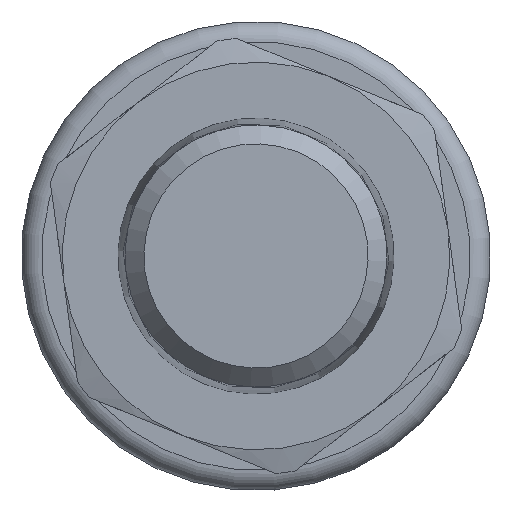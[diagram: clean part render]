
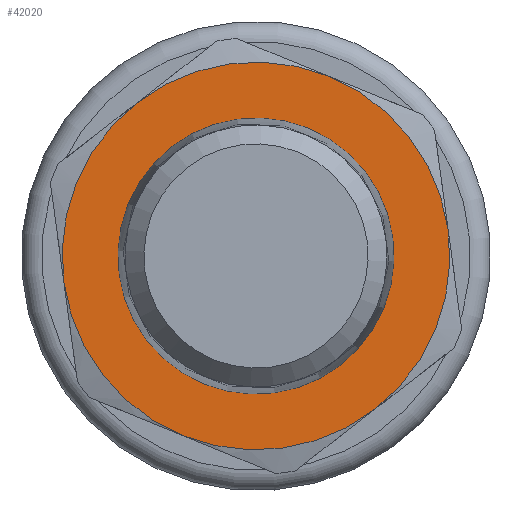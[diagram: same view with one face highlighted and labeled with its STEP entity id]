
A CAD part, left-side view. The second image highlights one B-rep face of the part: STEP entity #42020.
In plain terms, the highlighted planar face has unit normal (-1, 0, 0).
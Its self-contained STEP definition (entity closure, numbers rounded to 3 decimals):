
#41287=CARTESIAN_POINT('',(-51.3,9.413,-1.283));
#41288=VERTEX_POINT('',#41287);
#41356=CARTESIAN_POINT('',(-51.3,3.596,-8.793));
#41357=VERTEX_POINT('',#41356);
#41425=CARTESIAN_POINT('',(-51.3,-5.817,-7.511));
#41426=VERTEX_POINT('',#41425);
#41494=CARTESIAN_POINT('',(-51.3,-9.413,1.283));
#41495=VERTEX_POINT('',#41494);
#41563=CARTESIAN_POINT('',(-51.3,-3.596,8.793));
#41564=VERTEX_POINT('',#41563);
#41818=CARTESIAN_POINT('',(-51.3,5.817,7.511));
#41819=VERTEX_POINT('',#41818);
#41820=CARTESIAN_POINT('',(-51.3,0.,0.));
#41821=DIRECTION('',(1.0,0.,0.));
#41822=DIRECTION('',(0.,0.791,-0.612));
#41823=AXIS2_PLACEMENT_3D('',#41820,#41821,#41822);
#41824=CIRCLE('',#41823,9.5);
#41825=EDGE_CURVE('',#41288,#41819,#41824,.T.);
#41864=CARTESIAN_POINT('',(-51.3,0.,0.));
#41865=DIRECTION('',(1.0,0.,0.));
#41866=DIRECTION('',(0.,0.791,-0.612));
#41867=AXIS2_PLACEMENT_3D('',#41864,#41865,#41866);
#41868=CIRCLE('',#41867,9.5);
#41869=EDGE_CURVE('',#41819,#41564,#41868,.T.);
#41882=CARTESIAN_POINT('',(-51.3,0.,0.));
#41883=DIRECTION('',(1.0,0.,0.));
#41884=DIRECTION('',(0.,0.791,-0.612));
#41885=AXIS2_PLACEMENT_3D('',#41882,#41883,#41884);
#41886=CIRCLE('',#41885,9.5);
#41887=EDGE_CURVE('',#41564,#41495,#41886,.T.);
#41900=CARTESIAN_POINT('',(-51.3,0.,0.));
#41901=DIRECTION('',(1.0,0.,0.));
#41902=DIRECTION('',(0.,0.791,-0.612));
#41903=AXIS2_PLACEMENT_3D('',#41900,#41901,#41902);
#41904=CIRCLE('',#41903,9.5);
#41905=EDGE_CURVE('',#41495,#41426,#41904,.T.);
#41918=CARTESIAN_POINT('',(-51.3,0.,0.));
#41919=DIRECTION('',(1.0,0.,0.));
#41920=DIRECTION('',(0.,0.791,-0.612));
#41921=AXIS2_PLACEMENT_3D('',#41918,#41919,#41920);
#41922=CIRCLE('',#41921,9.5);
#41923=EDGE_CURVE('',#41426,#41357,#41922,.T.);
#41974=CARTESIAN_POINT('',(-51.3,5.348,-4.143));
#41975=VERTEX_POINT('',#41974);
#41976=CARTESIAN_POINT('',(-51.3,0.,0.));
#41977=DIRECTION('',(1.0,0.,0.));
#41978=DIRECTION('',(0.,0.791,-0.612));
#41979=AXIS2_PLACEMENT_3D('',#41976,#41977,#41978);
#41980=CIRCLE('',#41979,6.765);
#41981=EDGE_CURVE('',#41975,#41975,#41980,.T.);
#41998=CARTESIAN_POINT('',(-51.3,6.429,-4.98));
#41999=DIRECTION('',(-1.0,0.0,0.0));
#42000=DIRECTION('',(0.0,0.612,0.791));
#42001=AXIS2_PLACEMENT_3D('',#41998,#41999,#42000);
#42002=PLANE('',#42001);
#42003=ORIENTED_EDGE('',*,*,#41869,.F.);
#42004=ORIENTED_EDGE('',*,*,#41825,.F.);
#42005=CARTESIAN_POINT('',(-51.3,0.,0.));
#42006=DIRECTION('',(1.0,0.,0.));
#42007=DIRECTION('',(0.,0.791,-0.612));
#42008=AXIS2_PLACEMENT_3D('',#42005,#42006,#42007);
#42009=CIRCLE('',#42008,9.5);
#42010=EDGE_CURVE('',#41357,#41288,#42009,.T.);
#42011=ORIENTED_EDGE('',*,*,#42010,.F.);
#42012=ORIENTED_EDGE('',*,*,#41923,.F.);
#42013=ORIENTED_EDGE('',*,*,#41905,.F.);
#42014=ORIENTED_EDGE('',*,*,#41887,.F.);
#42015=EDGE_LOOP('',(#42003,#42004,#42011,#42012,#42013,#42014));
#42016=FACE_OUTER_BOUND('',#42015,.T.);
#42017=ORIENTED_EDGE('',*,*,#41981,.T.);
#42018=EDGE_LOOP('',(#42017));
#42019=FACE_BOUND('',#42018,.T.);
#42020=ADVANCED_FACE('',(#42016,#42019),#42002,.T.);
